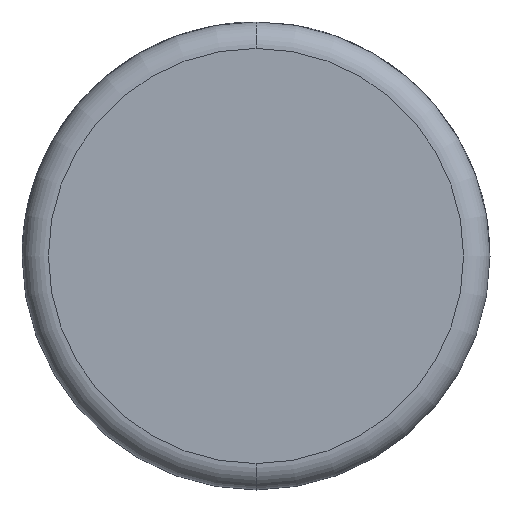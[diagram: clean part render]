
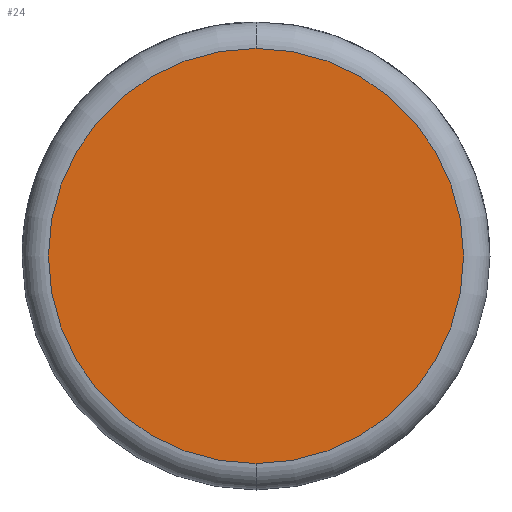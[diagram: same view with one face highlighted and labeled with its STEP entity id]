
A CAD part, front view. The second image highlights one B-rep face of the part: STEP entity #24.
In plain terms, the highlighted planar face has unit normal (0, -1, 0).
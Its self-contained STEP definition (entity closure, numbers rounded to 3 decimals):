
#24 = ADVANCED_FACE ( 'NONE', ( #3099 ), #2169, .F. ) ;
#109 = VERTEX_POINT ( 'NONE', #122 ) ;
#122 = CARTESIAN_POINT ( 'NONE',  ( 0., 0., -15.7 ) ) ;
#189 = EDGE_CURVE ( 'NONE', #109, #632, #2331, .T. ) ;
#485 = ORIENTED_EDGE ( 'NONE', *, *, #631, .T. ) ;
#631 = EDGE_CURVE ( 'NONE', #632, #109, #2519, .T. ) ;
#632 = VERTEX_POINT ( 'NONE', #2526 ) ;
#639 = DIRECTION ( 'NONE',  ( 0., 0., 1. ) ) ;
#1329 = CARTESIAN_POINT ( 'NONE',  ( 0., 0., 0. ) ) ;
#1336 = AXIS2_PLACEMENT_3D ( 'NONE', #1329, #2287, #2590 ) ;
#1912 = DIRECTION ( 'NONE',  ( 0., 1., 0. ) ) ;
#2169 = PLANE ( 'NONE',  #3593 ) ;
#2287 = DIRECTION ( 'NONE',  ( 0., -1., 0. ) ) ;
#2331 = CIRCLE ( 'NONE', #3807, 15.7 ) ;
#2519 = CIRCLE ( 'NONE', #1336, 15.7 ) ;
#2526 = CARTESIAN_POINT ( 'NONE',  ( 0., 0., 15.7 ) ) ;
#2590 = DIRECTION ( 'NONE',  ( 0., 0., 1. ) ) ;
#3035 = DIRECTION ( 'NONE',  ( 0., -1., 0. ) ) ;
#3099 = FACE_OUTER_BOUND ( 'NONE', #3200, .T. ) ;
#3156 = CARTESIAN_POINT ( 'NONE',  ( 0., 0., 0. ) ) ;
#3200 = EDGE_LOOP ( 'NONE', ( #485, #3380 ) ) ;
#3380 = ORIENTED_EDGE ( 'NONE', *, *, #189, .T. ) ;
#3593 = AXIS2_PLACEMENT_3D ( 'NONE', #3156, #1912, #639 ) ;
#3807 = AXIS2_PLACEMENT_3D ( 'NONE', #4104, #3035, #4048 ) ;
#4048 = DIRECTION ( 'NONE',  ( 0., 0., 1. ) ) ;
#4104 = CARTESIAN_POINT ( 'NONE',  ( 0., 0., 0. ) ) ;
